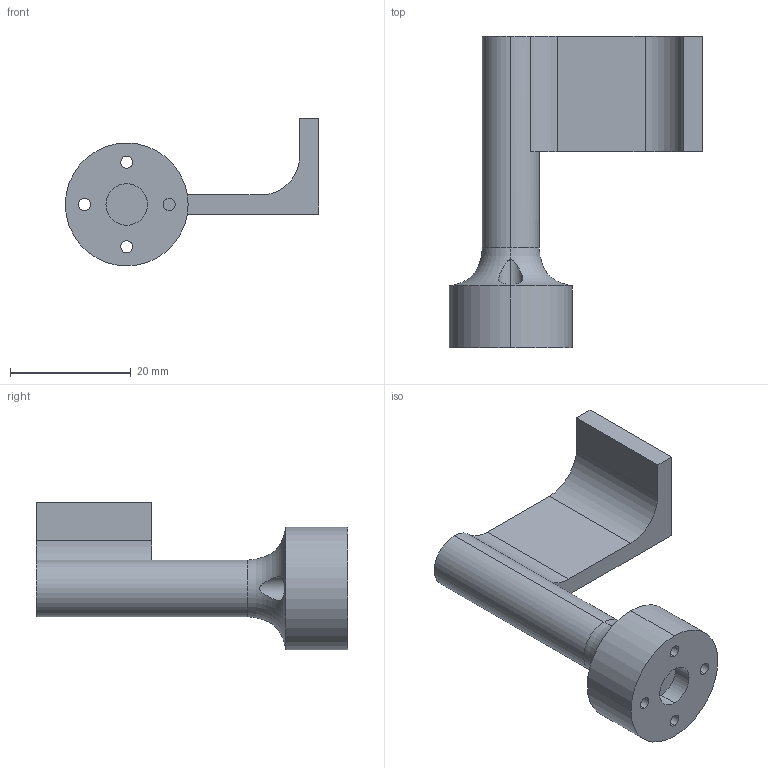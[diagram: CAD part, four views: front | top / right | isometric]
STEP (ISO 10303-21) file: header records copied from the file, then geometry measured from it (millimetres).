
FILE_DESCRIPTION (( 'STEP AP214' ), '1' );
FILE_NAME ('3. Plate pincher arm.STEP', '2024-07-20T23:36:03', ( '' ), ( '' ), 'SwSTEP 2.0', 'SolidWorks 2023', '' );
FILE_SCHEMA (( 'AUTOMOTIVE_DESIGN' ));
Length unit declared in the file: inch
Products named in the file (1): 3. Plate pincher arm
Bounding box: 41.91 x 51.48 x 24.45 mm (x, y, z)
Volume: 8763.7 mm3; surface area: 4566.5 mm2
Topology: 1 solids, 1 shells, 40 faces, 97 edges, 62 vertices
Faces by surface type: cylinder 25, plane 13, torus 2
Entity records: 1456 total; most frequent: CARTESIAN_POINT 444, DIRECTION 219, ORIENTED_EDGE 194, EDGE_CURVE 97, AXIS2_PLACEMENT_3D 89, VERTEX_POINT 62, EDGE_LOOP 51, CIRCLE 48
